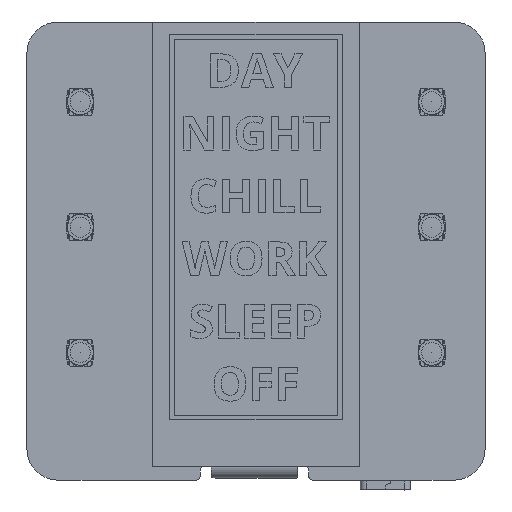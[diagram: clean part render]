
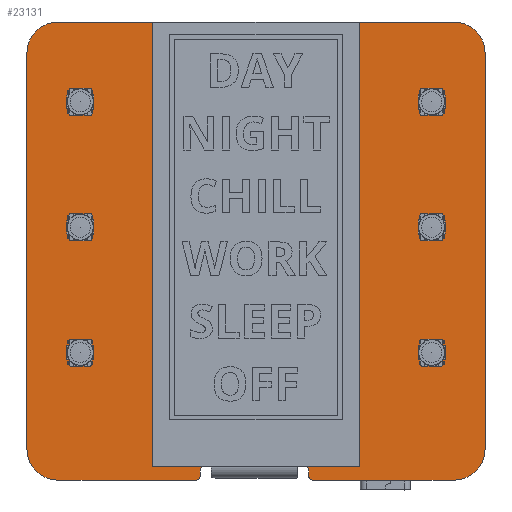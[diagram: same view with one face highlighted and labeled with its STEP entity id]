
A CAD part, top view. The second image highlights one B-rep face of the part: STEP entity #23131.
In plain terms, the highlighted planar face has unit normal (0, 0, 1).
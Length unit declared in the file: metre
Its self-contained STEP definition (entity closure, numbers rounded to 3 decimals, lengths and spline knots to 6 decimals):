
#775=CIRCLE('',#25388,0.0008);
#776=CIRCLE('',#25389,0.0055);
#777=CIRCLE('',#25390,0.0055);
#778=CIRCLE('',#25391,0.0055);
#779=CIRCLE('',#25392,0.0055);
#780=CIRCLE('',#25393,0.0008);
#781=CIRCLE('',#25394,0.0008);
#782=CIRCLE('',#25395,0.0008);
#2142=ORIENTED_EDGE('',*,*,#8674,.F.);
#2143=ORIENTED_EDGE('',*,*,#8675,.T.);
#2144=ORIENTED_EDGE('',*,*,#8655,.F.);
#2145=ORIENTED_EDGE('',*,*,#8676,.T.);
#2146=ORIENTED_EDGE('',*,*,#8677,.F.);
#2147=ORIENTED_EDGE('',*,*,#8678,.T.);
#2148=ORIENTED_EDGE('',*,*,#8679,.T.);
#2149=ORIENTED_EDGE('',*,*,#8680,.T.);
#2150=ORIENTED_EDGE('',*,*,#8681,.T.);
#2151=ORIENTED_EDGE('',*,*,#8682,.T.);
#2152=ORIENTED_EDGE('',*,*,#8683,.F.);
#2153=ORIENTED_EDGE('',*,*,#8684,.T.);
#2154=ORIENTED_EDGE('',*,*,#8685,.T.);
#2155=ORIENTED_EDGE('',*,*,#8686,.T.);
#2156=ORIENTED_EDGE('',*,*,#8687,.T.);
#2157=ORIENTED_EDGE('',*,*,#8688,.T.);
#8655=EDGE_CURVE('',#11990,#11991,#14392,.T.);
#8674=EDGE_CURVE('',#12008,#12009,#14403,.T.);
#8675=EDGE_CURVE('',#12008,#11991,#775,.T.);
#8676=EDGE_CURVE('',#11990,#12010,#776,.T.);
#8677=EDGE_CURVE('',#12011,#12010,#14404,.T.);
#8678=EDGE_CURVE('',#12011,#12012,#777,.T.);
#8679=EDGE_CURVE('',#12012,#12013,#14405,.T.);
#8680=EDGE_CURVE('',#12013,#12014,#778,.T.);
#8681=EDGE_CURVE('',#12014,#12015,#14406,.T.);
#8682=EDGE_CURVE('',#12015,#12016,#779,.T.);
#8683=EDGE_CURVE('',#12017,#12016,#14407,.T.);
#8684=EDGE_CURVE('',#12017,#12018,#780,.T.);
#8685=EDGE_CURVE('',#12018,#12019,#14408,.T.);
#8686=EDGE_CURVE('',#12019,#12020,#781,.F.);
#8687=EDGE_CURVE('',#12020,#12021,#14409,.T.);
#8688=EDGE_CURVE('',#12021,#12009,#782,.F.);
#11990=VERTEX_POINT('',#33184);
#11991=VERTEX_POINT('',#33185);
#12008=VERTEX_POINT('',#33223);
#12009=VERTEX_POINT('',#33224);
#12010=VERTEX_POINT('',#33227);
#12011=VERTEX_POINT('',#33229);
#12012=VERTEX_POINT('',#33231);
#12013=VERTEX_POINT('',#33233);
#12014=VERTEX_POINT('',#33235);
#12015=VERTEX_POINT('',#33237);
#12016=VERTEX_POINT('',#33239);
#12017=VERTEX_POINT('',#33241);
#12018=VERTEX_POINT('',#33243);
#12019=VERTEX_POINT('',#33245);
#12020=VERTEX_POINT('',#33247);
#12021=VERTEX_POINT('',#33249);
#14392=LINE('',#33183,#17038);
#14403=LINE('',#33222,#17049);
#14404=LINE('',#33228,#17050);
#14405=LINE('',#33232,#17051);
#14406=LINE('',#33236,#17052);
#14407=LINE('',#33240,#17053);
#14408=LINE('',#33244,#17054);
#14409=LINE('',#33248,#17055);
#17038=VECTOR('',#27500,1.);
#17049=VECTOR('',#27531,1.);
#17050=VECTOR('',#27536,1.);
#17051=VECTOR('',#27539,1.);
#17052=VECTOR('',#27542,1.);
#17053=VECTOR('',#27545,1.);
#17054=VECTOR('',#27548,1.);
#17055=VECTOR('',#27551,1.);
#19552=EDGE_LOOP('',(#2142,#2143,#2144,#2145,#2146,#2147,#2148,#2149,#2150,
#2151,#2152,#2153,#2154,#2155,#2156,#2157));
#20853=FACE_BOUND('',#19552,.T.);
#22088=PLANE('',#25387);
#23131=ADVANCED_FACE('',(#20853),#22088,.T.);
#25387=AXIS2_PLACEMENT_3D('',#33221,#27529,#27530);
#25388=AXIS2_PLACEMENT_3D('',#33225,#27532,#27533);
#25389=AXIS2_PLACEMENT_3D('',#33226,#27534,#27535);
#25390=AXIS2_PLACEMENT_3D('',#33230,#27537,#27538);
#25391=AXIS2_PLACEMENT_3D('',#33234,#27540,#27541);
#25392=AXIS2_PLACEMENT_3D('',#33238,#27543,#27544);
#25393=AXIS2_PLACEMENT_3D('',#33242,#27546,#27547);
#25394=AXIS2_PLACEMENT_3D('',#33246,#27549,#27550);
#25395=AXIS2_PLACEMENT_3D('',#33250,#27552,#27553);
#27500=DIRECTION('',(-1.,0.,0.));
#27529=DIRECTION('',(0.,0.,1.));
#27530=DIRECTION('',(1.,0.,0.));
#27531=DIRECTION('',(0.,1.,0.));
#27532=DIRECTION('',(0.,0.,1.));
#27533=DIRECTION('',(1.,0.,0.));
#27534=DIRECTION('',(0.,0.,1.));
#27535=DIRECTION('',(1.,0.,0.));
#27536=DIRECTION('',(0.,-1.,0.));
#27537=DIRECTION('',(0.,0.,1.));
#27538=DIRECTION('',(1.,0.,0.));
#27539=DIRECTION('',(-1.,0.,0.));
#27540=DIRECTION('',(0.,0.,1.));
#27541=DIRECTION('',(1.,0.,0.));
#27542=DIRECTION('',(0.,-1.,0.));
#27543=DIRECTION('',(0.,0.,1.));
#27544=DIRECTION('',(1.,0.,0.));
#27545=DIRECTION('',(-1.,0.,0.));
#27546=DIRECTION('',(0.,0.,1.));
#27547=DIRECTION('',(1.,0.,0.));
#27548=DIRECTION('',(0.,1.,0.));
#27549=DIRECTION('',(0.,0.,1.));
#27550=DIRECTION('',(1.,0.,0.));
#27551=DIRECTION('',(1.,0.,0.));
#27552=DIRECTION('',(0.,0.,1.));
#27553=DIRECTION('',(1.,0.,0.));
#33183=CARTESIAN_POINT('',(0.,-0.04075,0.));
#33184=CARTESIAN_POINT('',(0.03525,-0.04075,0.));
#33185=CARTESIAN_POINT('',(0.01018,-0.04075,0.));
#33221=CARTESIAN_POINT('',(0.,0.,0.));
#33222=CARTESIAN_POINT('',(0.00938,-0.039525,0.));
#33223=CARTESIAN_POINT('',(0.00938,-0.03995,0.));
#33224=CARTESIAN_POINT('',(0.00938,-0.0391,0.));
#33225=CARTESIAN_POINT('',(0.01018,-0.03995,0.));
#33226=CARTESIAN_POINT('',(0.03525,-0.03525,0.));
#33227=CARTESIAN_POINT('',(0.04075,-0.03525,0.));
#33228=CARTESIAN_POINT('',(0.04075,0.,0.));
#33229=CARTESIAN_POINT('',(0.04075,0.03525,0.));
#33230=CARTESIAN_POINT('',(0.03525,0.03525,0.));
#33231=CARTESIAN_POINT('',(0.03525,0.04075,0.));
#33232=CARTESIAN_POINT('',(0.,0.04075,0.));
#33233=CARTESIAN_POINT('',(-0.03525,0.04075,0.));
#33234=CARTESIAN_POINT('',(-0.03525,0.03525,0.));
#33235=CARTESIAN_POINT('',(-0.04075,0.03525,0.));
#33236=CARTESIAN_POINT('',(-0.04075,0.,0.));
#33237=CARTESIAN_POINT('',(-0.04075,-0.03525,0.));
#33238=CARTESIAN_POINT('',(-0.03525,-0.03525,0.));
#33239=CARTESIAN_POINT('',(-0.03525,-0.04075,0.));
#33240=CARTESIAN_POINT('',(0.,-0.04075,0.));
#33241=CARTESIAN_POINT('',(-0.01073,-0.04075,0.));
#33242=CARTESIAN_POINT('',(-0.01073,-0.03995,0.));
#33243=CARTESIAN_POINT('',(-0.00993,-0.03995,0.));
#33244=CARTESIAN_POINT('',(-0.00993,-0.039525,0.));
#33245=CARTESIAN_POINT('',(-0.00993,-0.0391,0.));
#33246=CARTESIAN_POINT('',(-0.00913,-0.0391,0.));
#33247=CARTESIAN_POINT('',(-0.00913,-0.0383,0.));
#33248=CARTESIAN_POINT('',(-0.000275,-0.0383,0.));
#33249=CARTESIAN_POINT('',(0.00858,-0.0383,0.));
#33250=CARTESIAN_POINT('',(0.00858,-0.0391,0.));
